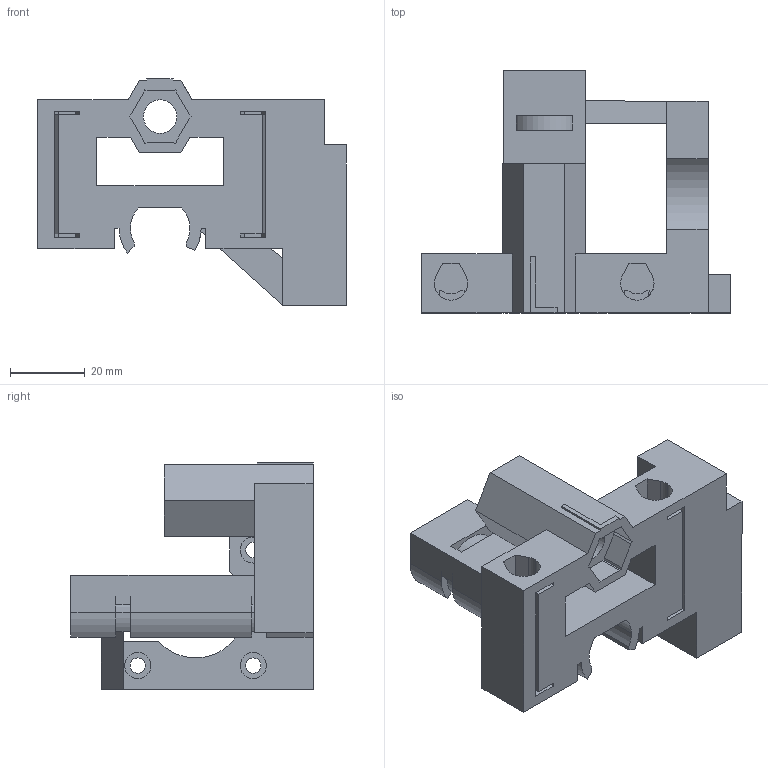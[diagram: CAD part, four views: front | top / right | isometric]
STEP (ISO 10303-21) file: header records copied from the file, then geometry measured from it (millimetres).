
FILE_DESCRIPTION (( 'STEP AP203' ), '1' );
FILE_NAME ('X-motor.STEP', '2015-08-06T21:41:46', ( '' ), ( '' ), 'SwSTEP 2.0', 'SolidWorks 2015', '' );
FILE_SCHEMA (( 'CONFIG_CONTROL_DESIGN' ));
Length unit declared in the file: millimetre
Products named in the file (1): X-motor
Bounding box: 82.9 x 65 x 60.76 mm (x, y, z)
Volume: 56849.3 mm3; surface area: 28580.1 mm2
Topology: 1 solids, 1 shells, 182 faces, 541 edges, 358 vertices
Faces by surface type: plane 140, cylinder 42
Entity records: 6190 total; most frequent: CARTESIAN_POINT 1088, ORIENTED_EDGE 1082, DIRECTION 1005, EDGE_CURVE 541, LINE 439, VECTOR 439, VERTEX_POINT 358, AXIS2_PLACEMENT_3D 283
